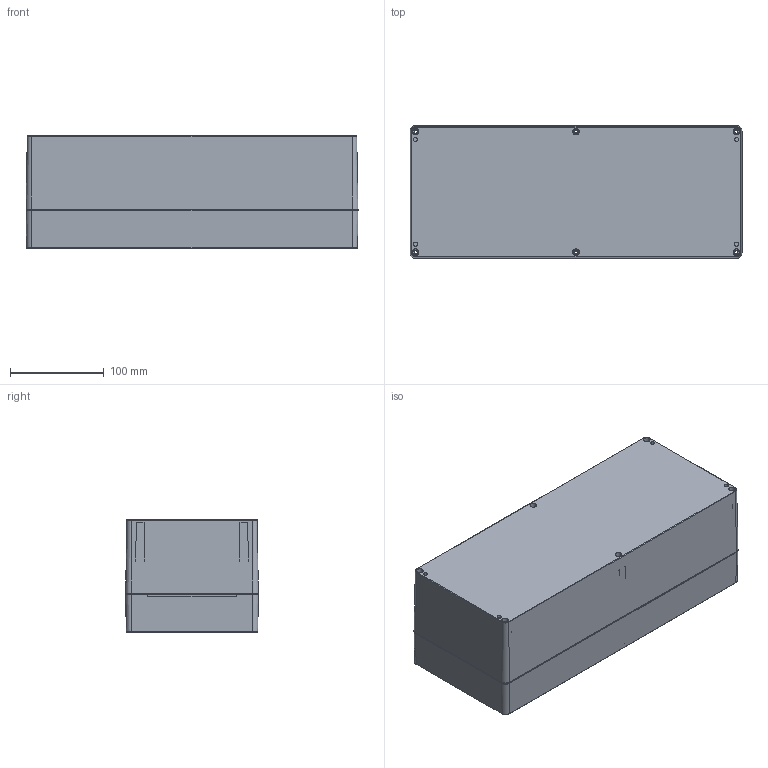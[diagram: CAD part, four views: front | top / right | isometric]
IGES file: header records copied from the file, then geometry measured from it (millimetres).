
Start section: SolidWorks IGES file using analytic representation for surfaces
Global section: file name: Z³o¿enie1.IGS; native system: SolidWorks 2012; preprocessor: SolidWorks 2012; author: Peter; date: 170104.132138; units: millimetre
Bounding box: 355 x 142 x 120.3 mm (x, y, z)
Surface area: 471781.9 mm2 (no closed solid volume)
Topology: 0 solids, 0 shells, 659 faces, 11964 edges, 11940 vertices
Faces by surface type: revolution 398, bspline 261
